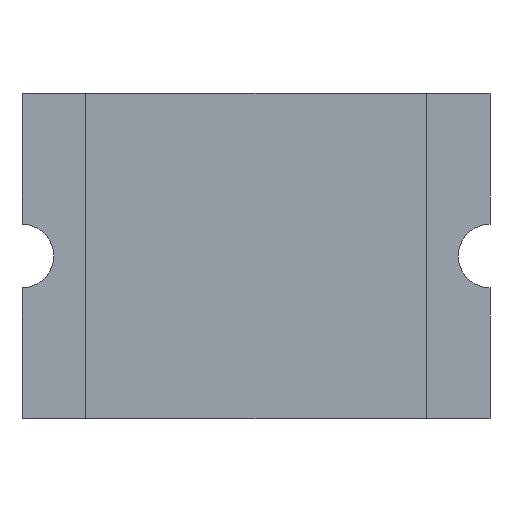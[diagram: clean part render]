
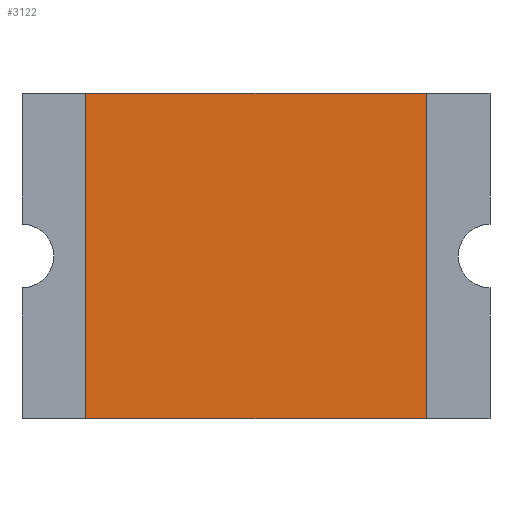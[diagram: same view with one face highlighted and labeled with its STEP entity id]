
A CAD part, front view. The second image highlights one B-rep face of the part: STEP entity #3122.
In plain terms, the highlighted planar face has unit normal (0, -1, 0).
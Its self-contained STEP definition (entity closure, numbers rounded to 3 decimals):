
#210 = LINE ( 'NONE', #1952, #2414 ) ;
#508 = CARTESIAN_POINT ( 'NONE',  ( -2.68, 0., -2.56 ) ) ;
#768 = FACE_OUTER_BOUND ( 'NONE', #4901, .T. ) ;
#857 = VERTEX_POINT ( 'NONE', #2028 ) ;
#1008 = AXIS2_PLACEMENT_3D ( 'NONE', #4730, #5092, #1245 ) ;
#1245 = DIRECTION ( 'NONE',  ( 0., 0., -1. ) ) ;
#1438 = EDGE_CURVE ( 'NONE', #857, #3497, #210, .T. ) ;
#1654 = CARTESIAN_POINT ( 'NONE',  ( -2.68, 0., 2.56 ) ) ;
#1660 = LINE ( 'NONE', #3753, #4881 ) ;
#1913 = VECTOR ( 'NONE', #3774, 1000. ) ;
#1952 = CARTESIAN_POINT ( 'NONE',  ( 2.68, 0., 2.56 ) ) ;
#1970 = ORIENTED_EDGE ( 'NONE', *, *, #4547, .F. ) ;
#2028 = CARTESIAN_POINT ( 'NONE',  ( 2.68, 0., 2.56 ) ) ;
#2047 = LINE ( 'NONE', #1654, #1913 ) ;
#2152 = DIRECTION ( 'NONE',  ( 0., 0., 1. ) ) ;
#2414 = VECTOR ( 'NONE', #3683, 1000. ) ;
#2473 = ORIENTED_EDGE ( 'NONE', *, *, #1438, .F. ) ;
#2848 = CARTESIAN_POINT ( 'NONE',  ( -2.68, 0., 2.56 ) ) ;
#3122 = ADVANCED_FACE ( 'NONE', ( #768 ), #4199, .T. ) ;
#3264 = VECTOR ( 'NONE', #2152, 1000. ) ;
#3497 = VERTEX_POINT ( 'NONE', #4832 ) ;
#3543 = LINE ( 'NONE', #5258, #3264 ) ;
#3683 = DIRECTION ( 'NONE',  ( 0., 0., -1. ) ) ;
#3703 = DIRECTION ( 'NONE',  ( -1., 0., 0. ) ) ;
#3708 = ORIENTED_EDGE ( 'NONE', *, *, #4263, .F. ) ;
#3753 = CARTESIAN_POINT ( 'NONE',  ( -2.68, 0., -2.56 ) ) ;
#3774 = DIRECTION ( 'NONE',  ( 1., 0., 0. ) ) ;
#4199 = PLANE ( 'NONE',  #1008 ) ;
#4263 = EDGE_CURVE ( 'NONE', #3497, #4590, #1660, .T. ) ;
#4547 = EDGE_CURVE ( 'NONE', #5013, #857, #2047, .T. ) ;
#4590 = VERTEX_POINT ( 'NONE', #508 ) ;
#4730 = CARTESIAN_POINT ( 'NONE',  ( 0., 0., 0. ) ) ;
#4832 = CARTESIAN_POINT ( 'NONE',  ( 2.68, 0., -2.56 ) ) ;
#4852 = EDGE_CURVE ( 'NONE', #4590, #5013, #3543, .T. ) ;
#4881 = VECTOR ( 'NONE', #3703, 1000. ) ;
#4901 = EDGE_LOOP ( 'NONE', ( #2473, #1970, #5266, #3708 ) ) ;
#5013 = VERTEX_POINT ( 'NONE', #2848 ) ;
#5092 = DIRECTION ( 'NONE',  ( 0., -1., 0. ) ) ;
#5258 = CARTESIAN_POINT ( 'NONE',  ( -2.68, 0., 2.56 ) ) ;
#5266 = ORIENTED_EDGE ( 'NONE', *, *, #4852, .F. ) ;
